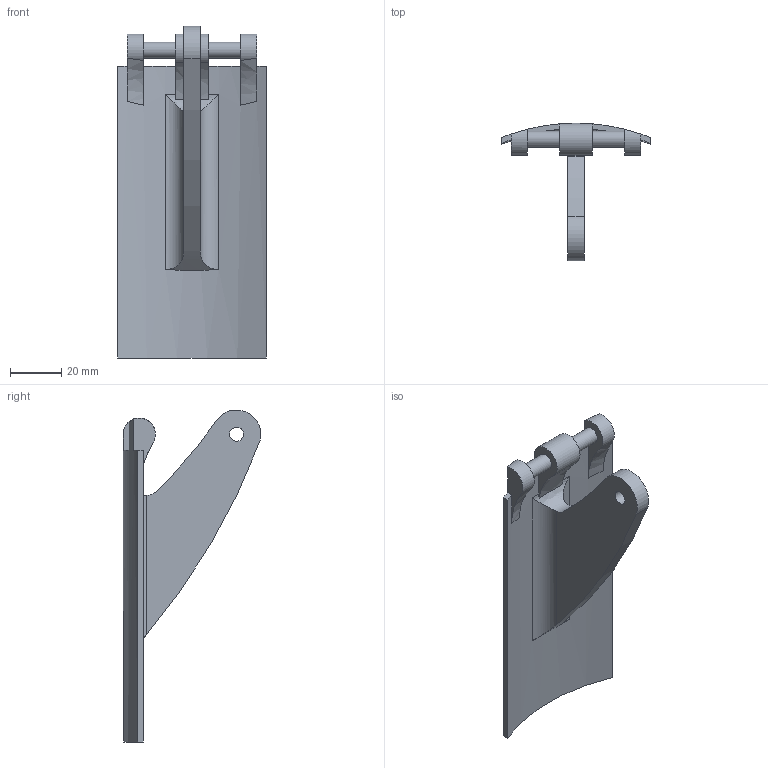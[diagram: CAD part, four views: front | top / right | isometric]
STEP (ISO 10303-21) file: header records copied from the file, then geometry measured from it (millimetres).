
FILE_DESCRIPTION(/* description */ (''),/* implementation_level */ '2;1');
FILE_NAME(/* name */ 'Flap_bottom.stp',/* time_stamp */ '2023-02-09T08:40:44-05:00',/* author */ (''),/* organization */ (''),/* preprocessor_version */ 'ST-DEVELOPER v18.1',/* originating_system */ 'SIEMENS PLM Software NX 1980',/* authorisation */ '');
FILE_SCHEMA (('AP203_CONFIGURATION_CONTROLLED_3D_DESIGN_OF_MECHANICAL_PARTS_AND_ASSEMBLIES_MIM_LF { 1 0 10303 403 2 1 2}'));
Length unit declared in the file: inch
Products named in the file (1): Flap_bottom
Bounding box: 58.32 x 53.97 x 130.16 mm (x, y, z)
Volume: 34931.2 mm3; surface area: 21370.9 mm2
Topology: 1 solids, 1 shells, 32 faces, 91 edges, 62 vertices
Faces by surface type: plane 15, cylinder 13, bspline 4
Full cylindrical faces by diameter (mm): 5.461 x1, 6.35 x2
Entity records: 1318 total; most frequent: CARTESIAN_POINT 437, ORIENTED_EDGE 176, DIRECTION 146, EDGE_CURVE 88, VERTEX_POINT 61, AXIS2_PLACEMENT_3D 57, EDGE_LOOP 41, ADVANCED_FACE 32
